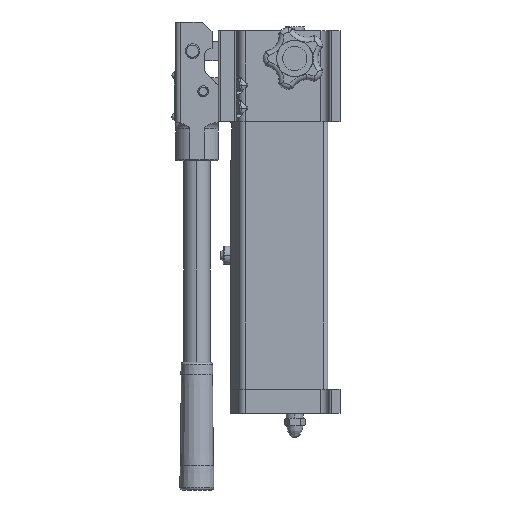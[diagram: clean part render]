
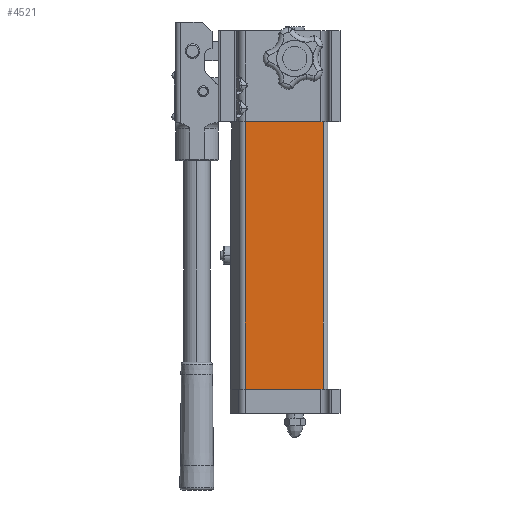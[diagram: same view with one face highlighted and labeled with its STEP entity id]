
A CAD part, left-side view. The second image highlights one B-rep face of the part: STEP entity #4521.
In plain terms, the highlighted planar face has unit normal (-1, 0, 0).
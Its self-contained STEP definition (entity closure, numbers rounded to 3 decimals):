
#538 = CARTESIAN_POINT ( 'NONE',  ( -29.5, -23.276, -75. ) ) ;
#930 = ORIENTED_EDGE ( 'NONE', *, *, #3233, .T. ) ;
#2716 = CARTESIAN_POINT ( 'NONE',  ( -29.5, -23.276, -295. ) ) ;
#2904 = AXIS2_PLACEMENT_3D ( 'NONE', #3752, #12142, #4928 ) ;
#3032 = CARTESIAN_POINT ( 'NONE',  ( -29.5, 40.523, -75. ) ) ;
#3233 = EDGE_CURVE ( 'NONE', #11853, #5343, #5477, .T. ) ;
#3752 = CARTESIAN_POINT ( 'NONE',  ( -29.5, 40.523, -295. ) ) ;
#3952 = CARTESIAN_POINT ( 'NONE',  ( -29.5, 40.523, -295. ) ) ;
#4515 = DIRECTION ( 'NONE',  ( 0., 1., 0. ) ) ;
#4521 = ADVANCED_FACE ( 'NONE', ( #8213 ), #6096, .F. ) ;
#4846 = VECTOR ( 'NONE', #5124, 1000. ) ;
#4928 = DIRECTION ( 'NONE',  ( 0., 1., 0. ) ) ;
#5124 = DIRECTION ( 'NONE',  ( 0., 1., 0. ) ) ;
#5192 = LINE ( 'NONE', #12201, #11586 ) ;
#5218 = LINE ( 'NONE', #3952, #4846 ) ;
#5262 = ORIENTED_EDGE ( 'NONE', *, *, #10942, .T. ) ;
#5343 = VERTEX_POINT ( 'NONE', #538 ) ;
#5477 = LINE ( 'NONE', #2716, #7916 ) ;
#6096 = PLANE ( 'NONE',  #2904 ) ;
#6888 = LINE ( 'NONE', #10494, #9723 ) ;
#7355 = DIRECTION ( 'NONE',  ( 0., 0., 1. ) ) ;
#7916 = VECTOR ( 'NONE', #13535, 1000. ) ;
#8213 = FACE_OUTER_BOUND ( 'NONE', #11003, .T. ) ;
#9723 = VECTOR ( 'NONE', #4515, 1000. ) ;
#9767 = VERTEX_POINT ( 'NONE', #13260 ) ;
#10494 = CARTESIAN_POINT ( 'NONE',  ( -29.5, 40.523, -75. ) ) ;
#10942 = EDGE_CURVE ( 'NONE', #5343, #12472, #6888, .T. ) ;
#11003 = EDGE_LOOP ( 'NONE', ( #5262, #15330, #14955, #930 ) ) ;
#11170 = EDGE_CURVE ( 'NONE', #9767, #12472, #5192, .T. ) ;
#11586 = VECTOR ( 'NONE', #7355, 1000. ) ;
#11853 = VERTEX_POINT ( 'NONE', #13881 ) ;
#12142 = DIRECTION ( 'NONE',  ( 1., 0., 0. ) ) ;
#12201 = CARTESIAN_POINT ( 'NONE',  ( -29.5, 40.523, -295. ) ) ;
#12472 = VERTEX_POINT ( 'NONE', #3032 ) ;
#13260 = CARTESIAN_POINT ( 'NONE',  ( -29.5, 40.523, -295. ) ) ;
#13490 = EDGE_CURVE ( 'NONE', #11853, #9767, #5218, .T. ) ;
#13535 = DIRECTION ( 'NONE',  ( 0., 0., 1. ) ) ;
#13881 = CARTESIAN_POINT ( 'NONE',  ( -29.5, -23.276, -295. ) ) ;
#14955 = ORIENTED_EDGE ( 'NONE', *, *, #13490, .F. ) ;
#15330 = ORIENTED_EDGE ( 'NONE', *, *, #11170, .F. ) ;
